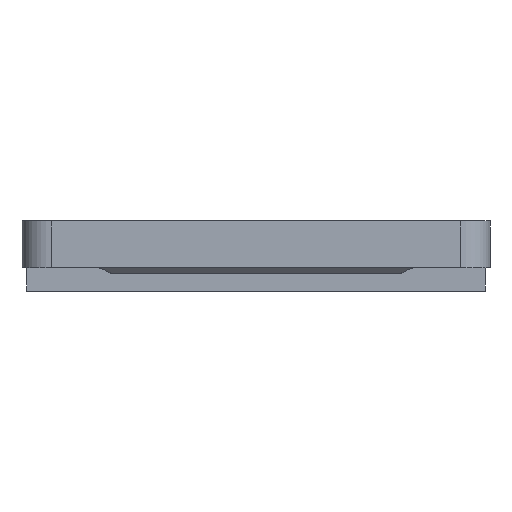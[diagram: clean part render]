
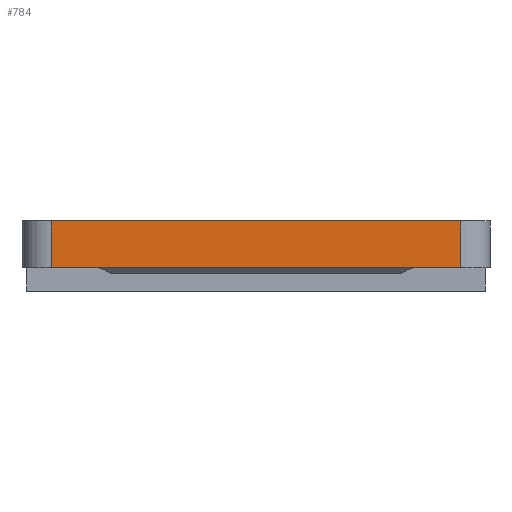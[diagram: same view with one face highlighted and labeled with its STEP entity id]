
A CAD part, left-side view. The second image highlights one B-rep face of the part: STEP entity #784.
In plain terms, the highlighted planar face has unit normal (-1, 0, 0).
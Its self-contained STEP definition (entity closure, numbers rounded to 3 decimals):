
#48=PLANE('',#879);
#85=FACE_OUTER_BOUND('',#131,.T.);
#131=EDGE_LOOP('',(#677,#678,#679,#680));
#161=LINE('',#1197,#226);
#181=LINE('',#1284,#246);
#197=LINE('',#1332,#262);
#201=LINE('',#1343,#266);
#226=VECTOR('',#949,10.);
#246=VECTOR('',#1037,10.);
#262=VECTOR('',#1085,10.);
#266=VECTOR('',#1101,10.);
#341=VERTEX_POINT('',#1191);
#343=VERTEX_POINT('',#1195);
#370=VERTEX_POINT('',#1283);
#386=VERTEX_POINT('',#1330);
#424=EDGE_CURVE('',#341,#343,#161,.T.);
#466=EDGE_CURVE('',#370,#343,#181,.T.);
#490=EDGE_CURVE('',#386,#370,#197,.T.);
#496=EDGE_CURVE('',#341,#386,#201,.T.);
#677=ORIENTED_EDGE('',*,*,#466,.F.);
#678=ORIENTED_EDGE('',*,*,#490,.F.);
#679=ORIENTED_EDGE('',*,*,#496,.F.);
#680=ORIENTED_EDGE('',*,*,#424,.T.);
#784=ADVANCED_FACE('',(#85),#48,.F.);
#879=AXIS2_PLACEMENT_3D('',#1342,#1099,#1100);
#949=DIRECTION('',(0.,0.,-1.));
#1037=DIRECTION('',(0.,1.,0.));
#1085=DIRECTION('',(0.,0.,-1.));
#1099=DIRECTION('center_axis',(1.,0.,0.));
#1100=DIRECTION('ref_axis',(0.,0.,1.));
#1101=DIRECTION('',(0.,-1.,0.));
#1191=CARTESIAN_POINT('',(0.,285.,38.));
#1195=CARTESIAN_POINT('',(0.,285.,30.));
#1197=CARTESIAN_POINT('',(0.,285.,31.706));
#1283=CARTESIAN_POINT('',(0.,215.,30.));
#1284=CARTESIAN_POINT('',(0.,210.058,30.));
#1330=CARTESIAN_POINT('',(0.,215.,38.));
#1332=CARTESIAN_POINT('',(0.,215.,31.706));
#1342=CARTESIAN_POINT('Origin',(0.,250.,
34.));
#1343=CARTESIAN_POINT('',(0.,286.988,38.));
